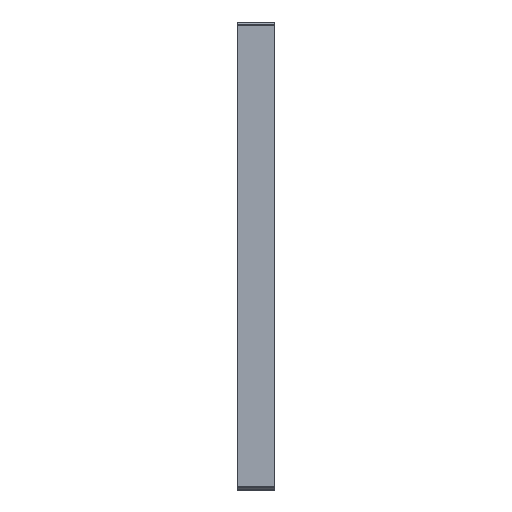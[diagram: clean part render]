
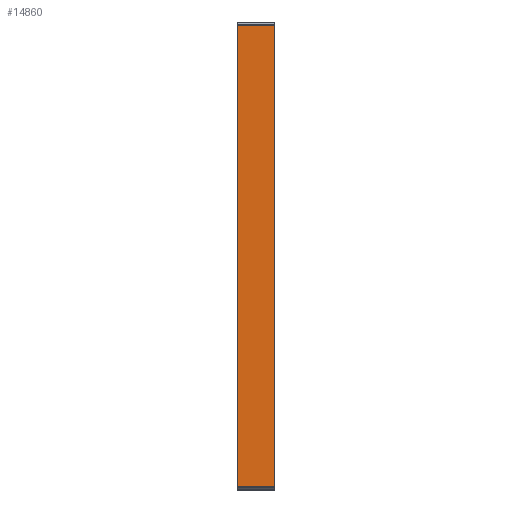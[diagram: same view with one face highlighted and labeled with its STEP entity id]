
A CAD part, left-side view. The second image highlights one B-rep face of the part: STEP entity #14860.
In plain terms, the highlighted planar face has unit normal (-1, 0, 0).
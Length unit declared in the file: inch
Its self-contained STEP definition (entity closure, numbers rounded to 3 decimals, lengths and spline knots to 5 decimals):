
#1213=PLANE('',#16375);
#1640=FACE_OUTER_BOUND('',#3185,.T.);
#3185=EDGE_LOOP('',(#11392,#11393,#11394,#11395));
#4274=LINE('',#22498,#4915);
#4287=LINE('',#23187,#4928);
#4355=LINE('',#26805,#4996);
#4369=LINE('',#26831,#5010);
#4915=VECTOR('',#17781,0.3937);
#4928=VECTOR('',#18376,0.3937);
#4996=VECTOR('',#19168,0.3937);
#5010=VECTOR('',#19206,0.3937);
#6715=VERTEX_POINT('',#22494);
#6717=VERTEX_POINT('',#22497);
#7023=VERTEX_POINT('',#23184);
#7024=VERTEX_POINT('',#23186);
#8071=EDGE_CURVE('',#6715,#6717,#4274,.T.);
#8379=EDGE_CURVE('',#7023,#7024,#4287,.T.);
#8985=EDGE_CURVE('',#7024,#6715,#4355,.T.);
#8999=EDGE_CURVE('',#6717,#7023,#4369,.T.);
#11392=ORIENTED_EDGE('',*,*,#8985,.F.);
#11393=ORIENTED_EDGE('',*,*,#8379,.F.);
#11394=ORIENTED_EDGE('',*,*,#8999,.F.);
#11395=ORIENTED_EDGE('',*,*,#8071,.F.);
#14860=ADVANCED_FACE('',(#1640),#1213,.T.);
#16375=AXIS2_PLACEMENT_3D('',#26832,#19207,#19208);
#17781=DIRECTION('',(0.,0.,1.));
#18376=DIRECTION('',(0.,0.,-1.));
#19168=DIRECTION('',(0.,1.,0.));
#19206=DIRECTION('',(0.,-1.,0.));
#19207=DIRECTION('center_axis',(-1.,0.,0.));
#19208=DIRECTION('ref_axis',(0.,0.,1.));
#22494=CARTESIAN_POINT('',(-12.09679,7.94458,11.10931));
#22497=CARTESIAN_POINT('',(-12.09679,7.94458,22.94274));
#22498=CARTESIAN_POINT('',(-12.09679,7.94458,23.02602));
#23184=CARTESIAN_POINT('',(-12.09679,6.99458,22.94274));
#23186=CARTESIAN_POINT('',(-12.09679,6.99458,11.10931));
#23187=CARTESIAN_POINT('',(-12.09679,6.99458,23.02602));
#26805=CARTESIAN_POINT('',(-12.09679,6.99458,11.10931));
#26831=CARTESIAN_POINT('',(-12.09679,6.99458,22.94274));
#26832=CARTESIAN_POINT('Origin',(-12.09679,6.99458,11.02602));
